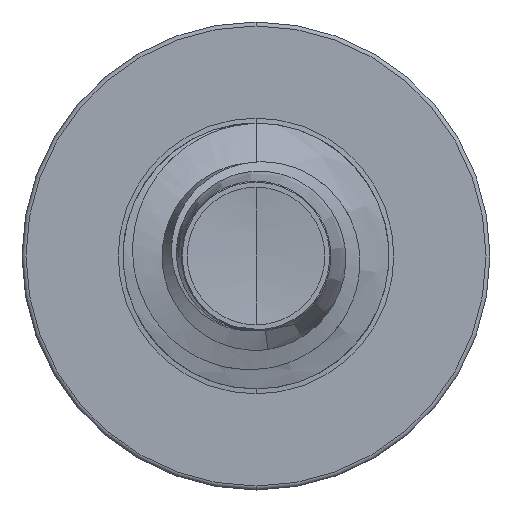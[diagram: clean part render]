
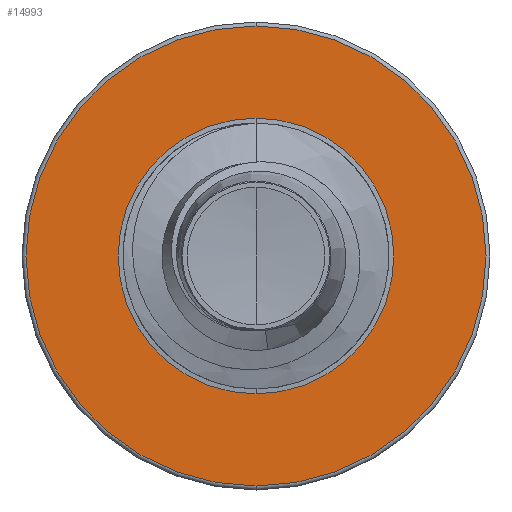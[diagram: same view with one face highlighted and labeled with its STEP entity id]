
A CAD part, front view. The second image highlights one B-rep face of the part: STEP entity #14993.
In plain terms, the highlighted planar face has unit normal (0, -1, 0).
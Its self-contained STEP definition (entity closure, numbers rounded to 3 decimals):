
#186 = DIRECTION ( 'NONE',  ( 0., 0., 1. ) ) ;
#212 = DIRECTION ( 'NONE',  ( 0., 1., 0. ) ) ;
#255 = CARTESIAN_POINT ( 'NONE',  ( 0., 8., 0. ) ) ;
#654 = ORIENTED_EDGE ( 'NONE', *, *, #14055, .F. ) ;
#1640 = DIRECTION ( 'NONE',  ( 0., 0., 1. ) ) ;
#1643 = DIRECTION ( 'NONE',  ( 0., 1., 0. ) ) ;
#1677 = CARTESIAN_POINT ( 'NONE',  ( 0., 8., 0. ) ) ;
#1699 = CARTESIAN_POINT ( 'NONE',  ( 0., 8., 2.163 ) ) ;
#2463 = CIRCLE ( 'NONE', #6914, 2.163 ) ;
#4289 = ORIENTED_EDGE ( 'NONE', *, *, #15228, .T. ) ;
#4962 = AXIS2_PLACEMENT_3D ( 'NONE', #255, #212, #186 ) ;
#5261 = DIRECTION ( 'NONE',  ( 0., 0., 1. ) ) ;
#5290 = DIRECTION ( 'NONE',  ( 0., 1., 0. ) ) ;
#5332 = CARTESIAN_POINT ( 'NONE',  ( 0., 8., 0. ) ) ;
#5616 = AXIS2_PLACEMENT_3D ( 'NONE', #5332, #5290, #5261 ) ;
#6085 = AXIS2_PLACEMENT_3D ( 'NONE', #12179, #7225, #7068 ) ;
#6914 = AXIS2_PLACEMENT_3D ( 'NONE', #13407, #13396, #13393 ) ;
#7068 = DIRECTION ( 'NONE',  ( 0., 0., 1. ) ) ;
#7225 = DIRECTION ( 'NONE',  ( 0., 1., 0. ) ) ;
#8095 = FACE_OUTER_BOUND ( 'NONE', #11391, .T. ) ;
#8231 = AXIS2_PLACEMENT_3D ( 'NONE', #1677, #1643, #1640 ) ;
#8297 = VERTEX_POINT ( 'NONE', #1699 ) ;
#9101 = CARTESIAN_POINT ( 'NONE',  ( 0., 8., -1.296 ) ) ;
#9162 = EDGE_LOOP ( 'NONE', ( #4289, #17177 ) ) ;
#9232 = CARTESIAN_POINT ( 'NONE',  ( 0., 8., 1.296 ) ) ;
#11391 = EDGE_LOOP ( 'NONE', ( #16164, #654 ) ) ;
#11651 = VERTEX_POINT ( 'NONE', #9232 ) ;
#12106 = FACE_BOUND ( 'NONE', #9162, .T. ) ;
#12179 = CARTESIAN_POINT ( 'NONE',  ( 0., 8., -1.296 ) ) ;
#13393 = DIRECTION ( 'NONE',  ( 0., 0., 1. ) ) ;
#13396 = DIRECTION ( 'NONE',  ( 0., 1., 0. ) ) ;
#13407 = CARTESIAN_POINT ( 'NONE',  ( 0., 8., 0. ) ) ;
#13789 = CIRCLE ( 'NONE', #8231, 2.163 ) ;
#14055 = EDGE_CURVE ( 'NONE', #15091, #8297, #13789, .T. ) ;
#14625 = EDGE_CURVE ( 'NONE', #8297, #15091, #2463, .T. ) ;
#14993 = ADVANCED_FACE ( 'NONE', ( #8095, #12106 ), #17185, .F. ) ;
#15091 = VERTEX_POINT ( 'NONE', #15378 ) ;
#15228 = EDGE_CURVE ( 'NONE', #11651, #17235, #15967, .T. ) ;
#15378 = CARTESIAN_POINT ( 'NONE',  ( 0., 8., -2.162 ) ) ;
#15428 = EDGE_CURVE ( 'NONE', #17235, #11651, #16846, .T. ) ;
#15967 = CIRCLE ( 'NONE', #5616, 1.296 ) ;
#16164 = ORIENTED_EDGE ( 'NONE', *, *, #14625, .F. ) ;
#16846 = CIRCLE ( 'NONE', #4962, 1.296 ) ;
#17177 = ORIENTED_EDGE ( 'NONE', *, *, #15428, .T. ) ;
#17185 = PLANE ( 'NONE',  #6085 ) ;
#17235 = VERTEX_POINT ( 'NONE', #9101 ) ;
